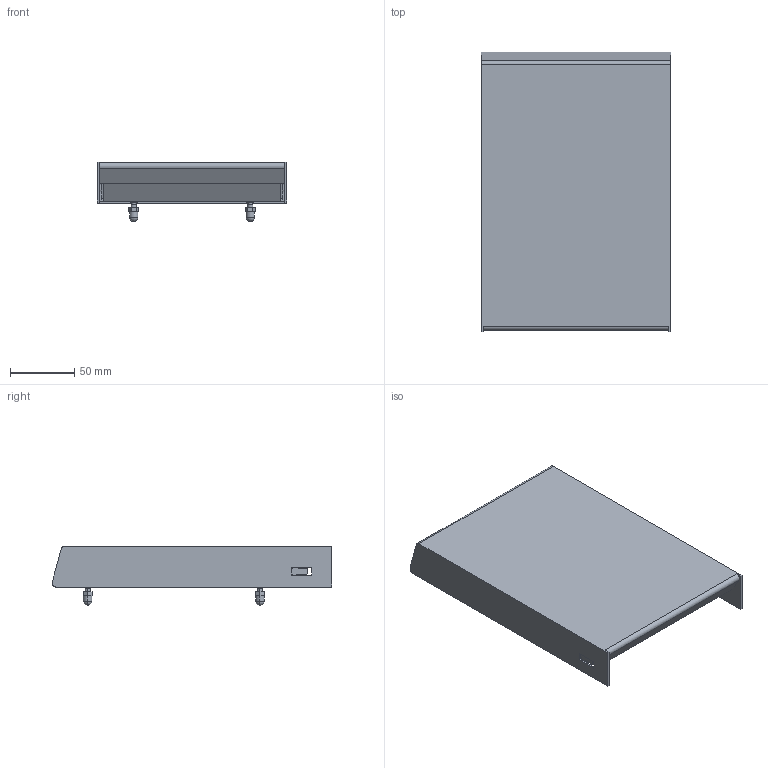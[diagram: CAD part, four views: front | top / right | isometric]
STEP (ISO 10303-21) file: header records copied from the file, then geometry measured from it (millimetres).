
FILE_DESCRIPTION (( 'STEP AP214' ), '1' );
FILE_NAME ('6313-1421-32-02.step', '2023-02-22T06:45:26', ( '' ), ( '' ), 'SwSTEP 2.0', 'SolidWorks 2019', '' );
FILE_SCHEMA (( 'AUTOMOTIVE_DESIGN' ));
Length unit declared in the file: millimetre
Products named in the file (3): 6313-1421-32-02; Filterhaube_10; Filterhaube Halter_10
Assembly tree (2 placements, depth 2):
  6313-1421-32-02
    Filterhaube_10
    Filterhaube Halter_10
Bounding box: 148 x 218.32 x 46.22 mm (x, y, z)
Volume: 111198.5 mm3; surface area: 150507.5 mm2
Topology: 6 solids, 6 shells, 164 faces, 418 edges, 274 vertices
Faces by surface type: plane 104, cylinder 52, sphere 8
Entity records: 5912 total; most frequent: DIRECTION 852, CARTESIAN_POINT 837, ORIENTED_EDGE 804, EDGE_CURVE 402, VECTOR 290, LINE 290, AXIS2_PLACEMENT_3D 281, VERTEX_POINT 266
